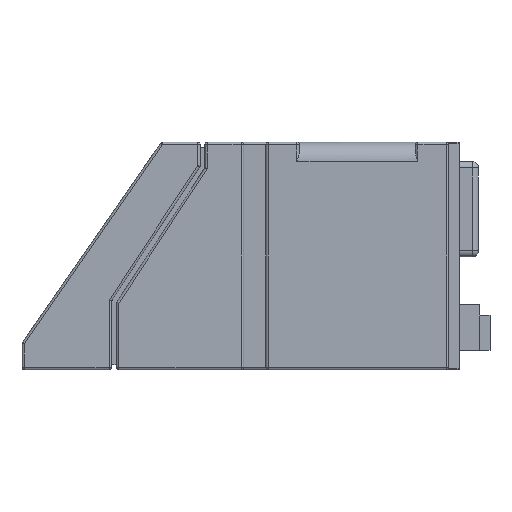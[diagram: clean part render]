
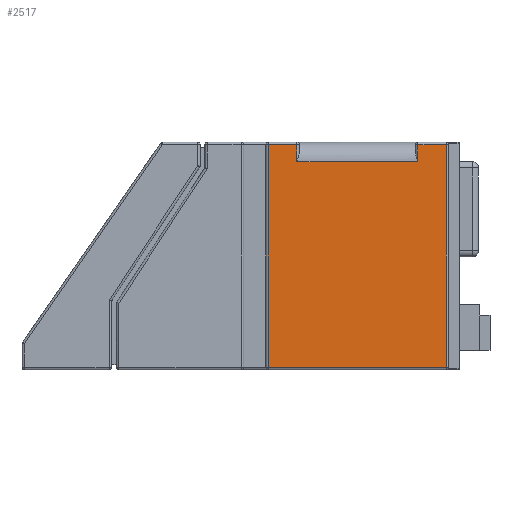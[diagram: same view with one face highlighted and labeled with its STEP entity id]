
A CAD part, left-side view. The second image highlights one B-rep face of the part: STEP entity #2517.
In plain terms, the highlighted planar face has unit normal (-1, 0, 0).
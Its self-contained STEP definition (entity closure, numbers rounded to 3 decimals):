
#47 = LINE ( 'NONE', #3314, #5675 ) ;
#56 = LINE ( 'NONE', #5157, #1140 ) ;
#331 = CARTESIAN_POINT ( 'NONE',  ( -10., 15.7, 9.75 ) ) ;
#382 = EDGE_CURVE ( 'NONE', #1760, #615, #4456, .T. ) ;
#463 = ORIENTED_EDGE ( 'NONE', *, *, #4915, .T. ) ;
#495 = LINE ( 'NONE', #3088, #6593 ) ;
#506 = DIRECTION ( 'NONE',  ( 0., 1., 0. ) ) ;
#514 = DIRECTION ( 'NONE',  ( 0., 1., 0. ) ) ;
#615 = VERTEX_POINT ( 'NONE', #2347 ) ;
#680 = VERTEX_POINT ( 'NONE', #3006 ) ;
#722 = AXIS2_PLACEMENT_3D ( 'NONE', #2650, #6967, #3724 ) ;
#1024 = CARTESIAN_POINT ( 'NONE',  ( -10., 15.7, 11.75 ) ) ;
#1140 = VECTOR ( 'NONE', #2463, 1000. ) ;
#1615 = CARTESIAN_POINT ( 'NONE',  ( -10., 0.25, 11.5 ) ) ;
#1757 = CARTESIAN_POINT ( 'NONE',  ( -10., 3.2, 11.5 ) ) ;
#1760 = VERTEX_POINT ( 'NONE', #5888 ) ;
#2347 = CARTESIAN_POINT ( 'NONE',  ( -10., 0.25, -11.5 ) ) ;
#2463 = DIRECTION ( 'NONE',  ( 0., 0., -1. ) ) ;
#2517 = ADVANCED_FACE ( 'NONE', ( #6812 ), #5925, .F. ) ;
#2559 = CARTESIAN_POINT ( 'NONE',  ( -10., 3.2, -11.75 ) ) ;
#2650 = CARTESIAN_POINT ( 'NONE',  ( -10., 44.1, -11.75 ) ) ;
#2672 = ORIENTED_EDGE ( 'NONE', *, *, #5556, .T. ) ;
#2723 = VERTEX_POINT ( 'NONE', #331 ) ;
#2808 = CARTESIAN_POINT ( 'NONE',  ( -10., 44.1, -11.5 ) ) ;
#3006 = CARTESIAN_POINT ( 'NONE',  ( -10., 3.2, 9.75 ) ) ;
#3088 = CARTESIAN_POINT ( 'NONE',  ( -10., 44.1, 9.75 ) ) ;
#3229 = VECTOR ( 'NONE', #5305, 1000. ) ;
#3267 = VECTOR ( 'NONE', #3412, 1000. ) ;
#3314 = CARTESIAN_POINT ( 'NONE',  ( -10., 0.25, -11.75 ) ) ;
#3412 = DIRECTION ( 'NONE',  ( 0., -1., 0. ) ) ;
#3431 = ORIENTED_EDGE ( 'NONE', *, *, #3716, .T. ) ;
#3716 = EDGE_CURVE ( 'NONE', #6114, #5097, #6575, .T. ) ;
#3724 = DIRECTION ( 'NONE',  ( 0., 0., -1. ) ) ;
#3736 = CARTESIAN_POINT ( 'NONE',  ( -10., 44.1, 11.5 ) ) ;
#3980 = VECTOR ( 'NONE', #5355, 1000. ) ;
#4358 = CARTESIAN_POINT ( 'NONE',  ( -10., 44.1, 11.5 ) ) ;
#4456 = LINE ( 'NONE', #2808, #3267 ) ;
#4740 = CARTESIAN_POINT ( 'NONE',  ( -10., 15.7, 11.5 ) ) ;
#4746 = EDGE_CURVE ( 'NONE', #5340, #680, #5523, .T. ) ;
#4868 = ORIENTED_EDGE ( 'NONE', *, *, #382, .T. ) ;
#4873 = EDGE_CURVE ( 'NONE', #680, #2723, #495, .T. ) ;
#4899 = DIRECTION ( 'NONE',  ( 0., 0., 1. ) ) ;
#4915 = EDGE_CURVE ( 'NONE', #2723, #6114, #5952, .T. ) ;
#4935 = CARTESIAN_POINT ( 'NONE',  ( -10., 18.65, 11.5 ) ) ;
#4998 = LINE ( 'NONE', #4358, #3980 ) ;
#5025 = VERTEX_POINT ( 'NONE', #1615 ) ;
#5026 = EDGE_CURVE ( 'NONE', #5025, #5340, #4998, .T. ) ;
#5097 = VERTEX_POINT ( 'NONE', #4935 ) ;
#5157 = CARTESIAN_POINT ( 'NONE',  ( -10., 18.65, -11.75 ) ) ;
#5218 = ORIENTED_EDGE ( 'NONE', *, *, #4746, .T. ) ;
#5305 = DIRECTION ( 'NONE',  ( 0., 0., -1. ) ) ;
#5340 = VERTEX_POINT ( 'NONE', #1757 ) ;
#5355 = DIRECTION ( 'NONE',  ( 0., 1., 0. ) ) ;
#5523 = LINE ( 'NONE', #2559, #3229 ) ;
#5538 = ORIENTED_EDGE ( 'NONE', *, *, #4873, .T. ) ;
#5556 = EDGE_CURVE ( 'NONE', #5097, #1760, #56, .T. ) ;
#5603 = VECTOR ( 'NONE', #4899, 1000. ) ;
#5675 = VECTOR ( 'NONE', #6525, 1000. ) ;
#5888 = CARTESIAN_POINT ( 'NONE',  ( -10., 18.65, -11.5 ) ) ;
#5925 = PLANE ( 'NONE',  #722 ) ;
#5938 = VECTOR ( 'NONE', #514, 1000. ) ;
#5952 = LINE ( 'NONE', #1024, #5603 ) ;
#6042 = ORIENTED_EDGE ( 'NONE', *, *, #6259, .T. ) ;
#6114 = VERTEX_POINT ( 'NONE', #4740 ) ;
#6259 = EDGE_CURVE ( 'NONE', #615, #5025, #47, .T. ) ;
#6525 = DIRECTION ( 'NONE',  ( 0., 0., 1. ) ) ;
#6575 = LINE ( 'NONE', #3736, #5938 ) ;
#6593 = VECTOR ( 'NONE', #506, 1000. ) ;
#6721 = ORIENTED_EDGE ( 'NONE', *, *, #5026, .T. ) ;
#6812 = FACE_OUTER_BOUND ( 'NONE', #6821, .T. ) ;
#6821 = EDGE_LOOP ( 'NONE', ( #5538, #463, #3431, #2672, #4868, #6042, #6721, #5218 ) ) ;
#6967 = DIRECTION ( 'NONE',  ( 1., 0., 0. ) ) ;
